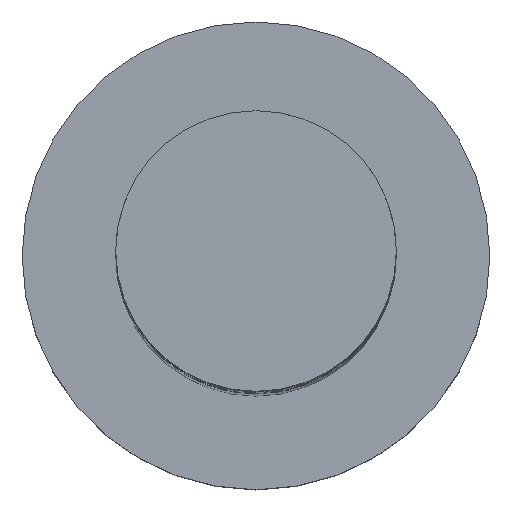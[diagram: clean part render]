
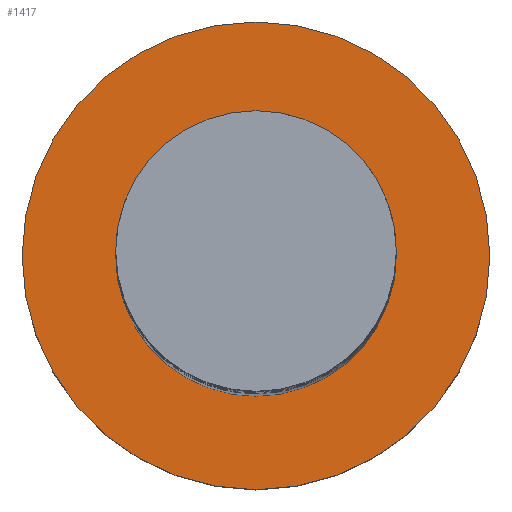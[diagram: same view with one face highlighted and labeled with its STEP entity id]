
A CAD part, top view. The second image highlights one B-rep face of the part: STEP entity #1417.
In plain terms, the highlighted planar face has unit normal (0, 0, 1).
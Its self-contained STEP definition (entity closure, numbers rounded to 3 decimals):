
#25 = DIRECTION ( 'NONE',  ( 0., 0., 1. ) ) ;
#32 = ORIENTED_EDGE ( 'NONE', *, *, #235, .F. ) ;
#36 = ORIENTED_EDGE ( 'NONE', *, *, #1574, .F. ) ;
#87 = CIRCLE ( 'NONE', #500, 6. ) ;
#126 = VERTEX_POINT ( 'NONE', #1299 ) ;
#155 = CARTESIAN_POINT ( 'NONE',  ( 0., 0., 7. ) ) ;
#161 = VERTEX_POINT ( 'NONE', #600 ) ;
#162 = EDGE_CURVE ( 'NONE', #126, #1344, #577, .T. ) ;
#218 = EDGE_LOOP ( 'NONE', ( #36, #32 ) ) ;
#220 = AXIS2_PLACEMENT_3D ( 'NONE', #707, #1191, #573 ) ;
#235 = EDGE_CURVE ( 'NONE', #161, #392, #87, .T. ) ;
#322 = DIRECTION ( 'NONE',  ( 0., 0., 1. ) ) ;
#327 = PLANE ( 'NONE',  #220 ) ;
#353 = EDGE_LOOP ( 'NONE', ( #1209, #690 ) ) ;
#368 = AXIS2_PLACEMENT_3D ( 'NONE', #719, #322, #825 ) ;
#392 = VERTEX_POINT ( 'NONE', #1266 ) ;
#420 = EDGE_CURVE ( 'NONE', #1344, #126, #1000, .T. ) ;
#486 = CARTESIAN_POINT ( 'NONE',  ( 0., 0., 7. ) ) ;
#500 = AXIS2_PLACEMENT_3D ( 'NONE', #155, #556, #1168 ) ;
#512 = DIRECTION ( 'NONE',  ( 1., 0., 0. ) ) ;
#556 = DIRECTION ( 'NONE',  ( 0., 0., 1. ) ) ;
#573 = DIRECTION ( 'NONE',  ( 1., 0., 0. ) ) ;
#577 = CIRCLE ( 'NONE', #737, 10. ) ;
#600 = CARTESIAN_POINT ( 'NONE',  ( 6., 0., 7. ) ) ;
#603 = CARTESIAN_POINT ( 'NONE',  ( 0., 0., 7. ) ) ;
#690 = ORIENTED_EDGE ( 'NONE', *, *, #420, .T. ) ;
#707 = CARTESIAN_POINT ( 'NONE',  ( 0., 0., 7. ) ) ;
#719 = CARTESIAN_POINT ( 'NONE',  ( 0., 0., 7. ) ) ;
#737 = AXIS2_PLACEMENT_3D ( 'NONE', #486, #25, #512 ) ;
#825 = DIRECTION ( 'NONE',  ( 1., 0., 0. ) ) ;
#835 = FACE_OUTER_BOUND ( 'NONE', #353, .T. ) ;
#884 = DIRECTION ( 'NONE',  ( 0., 0., 1. ) ) ;
#1000 = CIRCLE ( 'NONE', #368, 10. ) ;
#1032 = AXIS2_PLACEMENT_3D ( 'NONE', #603, #884, #1467 ) ;
#1168 = DIRECTION ( 'NONE',  ( 1., 0., 0. ) ) ;
#1174 = CARTESIAN_POINT ( 'NONE',  ( 10., 0., 7. ) ) ;
#1191 = DIRECTION ( 'NONE',  ( 0., 0., 1. ) ) ;
#1209 = ORIENTED_EDGE ( 'NONE', *, *, #162, .T. ) ;
#1266 = CARTESIAN_POINT ( 'NONE',  ( -6., 0., 7. ) ) ;
#1299 = CARTESIAN_POINT ( 'NONE',  ( -10., 0., 7. ) ) ;
#1344 = VERTEX_POINT ( 'NONE', #1174 ) ;
#1372 = CIRCLE ( 'NONE', #1032, 6. ) ;
#1417 = ADVANCED_FACE ( 'NONE', ( #1533, #835 ), #327, .T. ) ;
#1467 = DIRECTION ( 'NONE',  ( 1., 0., 0. ) ) ;
#1533 = FACE_BOUND ( 'NONE', #218, .T. ) ;
#1574 = EDGE_CURVE ( 'NONE', #392, #161, #1372, .T. ) ;
